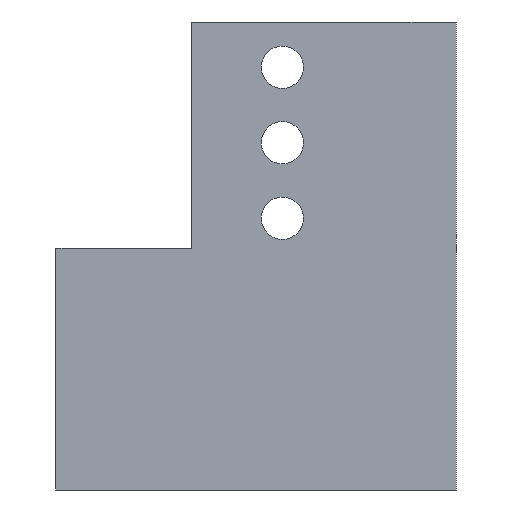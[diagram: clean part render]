
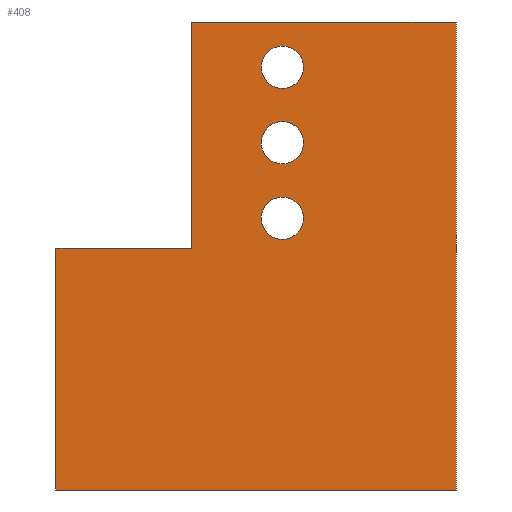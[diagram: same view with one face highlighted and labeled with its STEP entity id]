
A CAD part, left-side view. The second image highlights one B-rep face of the part: STEP entity #408.
In plain terms, the highlighted planar face has unit normal (-1, 0, 0).
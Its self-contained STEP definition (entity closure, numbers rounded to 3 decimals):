
#24=FACE_BOUND('',#83,.T.);
#25=FACE_BOUND('',#84,.T.);
#26=FACE_BOUND('',#85,.T.);
#53=FACE_OUTER_BOUND('',#82,.T.);
#82=EDGE_LOOP('',(#367,#368,#369,#370,#371,#372));
#83=EDGE_LOOP('',(#373));
#84=EDGE_LOOP('',(#374));
#85=EDGE_LOOP('',(#375));
#99=CIRCLE('',#447,1.4);
#100=CIRCLE('',#449,1.4);
#101=CIRCLE('',#451,1.4);
#104=LINE('',#579,#142);
#126=LINE('',#649,#164);
#132=LINE('',#666,#170);
#135=LINE('',#672,#173);
#136=LINE('',#674,#174);
#139=LINE('',#680,#177);
#142=VECTOR('',#465,10.);
#164=VECTOR('',#531,10.);
#170=VECTOR('',#551,10.);
#173=VECTOR('',#556,10.);
#174=VECTOR('',#559,10.);
#177=VECTOR('',#568,10.);
#180=VERTEX_POINT('',#576);
#181=VERTEX_POINT('',#578);
#206=VERTEX_POINT('',#646);
#207=VERTEX_POINT('',#648);
#208=VERTEX_POINT('',#652);
#209=VERTEX_POINT('',#656);
#210=VERTEX_POINT('',#660);
#211=VERTEX_POINT('',#664);
#213=VERTEX_POINT('',#670);
#216=EDGE_CURVE('',#180,#181,#104,.T.);
#251=EDGE_CURVE('',#206,#207,#126,.T.);
#254=EDGE_CURVE('',#208,#208,#99,.T.);
#256=EDGE_CURVE('',#209,#209,#100,.T.);
#258=EDGE_CURVE('',#210,#210,#101,.T.);
#260=EDGE_CURVE('',#211,#206,#132,.T.);
#263=EDGE_CURVE('',#211,#213,#135,.T.);
#264=EDGE_CURVE('',#213,#181,#136,.T.);
#267=EDGE_CURVE('',#207,#180,#139,.T.);
#367=ORIENTED_EDGE('',*,*,#264,.T.);
#368=ORIENTED_EDGE('',*,*,#216,.F.);
#369=ORIENTED_EDGE('',*,*,#267,.F.);
#370=ORIENTED_EDGE('',*,*,#251,.F.);
#371=ORIENTED_EDGE('',*,*,#260,.F.);
#372=ORIENTED_EDGE('',*,*,#263,.T.);
#373=ORIENTED_EDGE('',*,*,#254,.T.);
#374=ORIENTED_EDGE('',*,*,#256,.T.);
#375=ORIENTED_EDGE('',*,*,#258,.T.);
#388=PLANE('',#458);
#408=ADVANCED_FACE('',(#53,#24,#25,#26),#388,.T.);
#447=AXIS2_PLACEMENT_3D('',#654,#536,#537);
#449=AXIS2_PLACEMENT_3D('',#658,#541,#542);
#451=AXIS2_PLACEMENT_3D('',#662,#546,#547);
#458=AXIS2_PLACEMENT_3D('',#681,#569,#570);
#465=DIRECTION('',(0.,1.,0.));
#531=DIRECTION('',(0.,-1.,0.));
#536=DIRECTION('center_axis',(1.,0.,0.));
#537=DIRECTION('ref_axis',(0.,-1.,0.));
#541=DIRECTION('center_axis',(1.,0.,0.));
#542=DIRECTION('ref_axis',(0.,-1.,0.));
#546=DIRECTION('center_axis',(1.,0.,0.));
#547=DIRECTION('ref_axis',(0.,-1.,0.));
#551=DIRECTION('',(0.,0.,1.));
#556=DIRECTION('',(0.,1.,0.));
#559=DIRECTION('',(0.,0.,-1.));
#568=DIRECTION('',(0.,0.,-1.));
#569=DIRECTION('center_axis',(-1.,0.,0.));
#570=DIRECTION('ref_axis',(0.,-1.,0.));
#576=CARTESIAN_POINT('',(-7.5,-17.5,-8.));
#578=CARTESIAN_POINT('',(-7.5,9.,-8.));
#579=CARTESIAN_POINT('',(-7.5,-17.5,-8.));
#646=CARTESIAN_POINT('',(-7.5,0.,23.));
#648=CARTESIAN_POINT('',(-7.5,-17.5,23.));
#649=CARTESIAN_POINT('',(-7.5,0.,23.));
#652=CARTESIAN_POINT('',(-7.5,-4.6,15.));
#654=CARTESIAN_POINT('Origin',(-7.5,-6.,15.));
#656=CARTESIAN_POINT('',(-7.5,-4.6,20.));
#658=CARTESIAN_POINT('Origin',(-7.5,-6.,20.));
#660=CARTESIAN_POINT('',(-7.5,-4.6,10.));
#662=CARTESIAN_POINT('Origin',(-7.5,-6.,10.));
#664=CARTESIAN_POINT('',(-7.5,0.,8.));
#666=CARTESIAN_POINT('',(-7.5,0.,8.));
#670=CARTESIAN_POINT('',(-7.5,9.,8.));
#672=CARTESIAN_POINT('',(-7.5,7.5,8.));
#674=CARTESIAN_POINT('',(-7.5,9.,0.));
#680=CARTESIAN_POINT('',(-7.5,-17.5,23.));
#681=CARTESIAN_POINT('Origin',(-7.5,7.5,0.));
